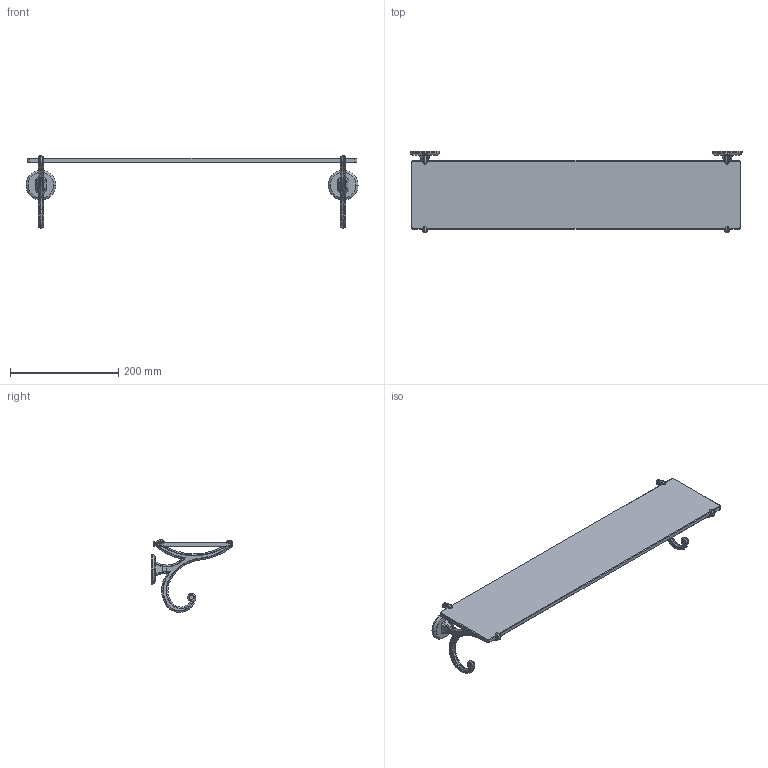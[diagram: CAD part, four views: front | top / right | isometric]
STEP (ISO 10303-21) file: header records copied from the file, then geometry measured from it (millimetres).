
FILE_DESCRIPTION((''),'2;1');
FILE_NAME('2734T-24_WEB','2010-10-04T',('project'),(''),'PRO/ENGINEER BY PARAMETRIC TECHNOLOGY CORPORATION, 2009300','PRO/ENGINEER BY PARAMETRIC TECHNOLOGY CORPORATION, 2009300','');
FILE_SCHEMA(('CONFIG_CONTROL_DESIGN'));
Length unit declared in the file: inch
Products named in the file (1): 2734T-24_WEB
Bounding box: 613.79 x 151.5 x 134.51 mm (x, y, z)
Volume: 692528.9 mm3; surface area: 205179.3 mm2
Topology: 1 solids, 1 shells, 668 faces, 1771 edges, 1137 vertices
Faces by surface type: plane 244, cylinder 196, torus 138, cone 68, bspline 22
Entity records: 22721 total; most frequent: CARTESIAN_POINT 5884, DIRECTION 3602, ORIENTED_EDGE 3530, EDGE_CURVE 1765, AXIS2_PLACEMENT_3D 1384, VERTEX_POINT 1137, VECTOR 834, LINE 834
